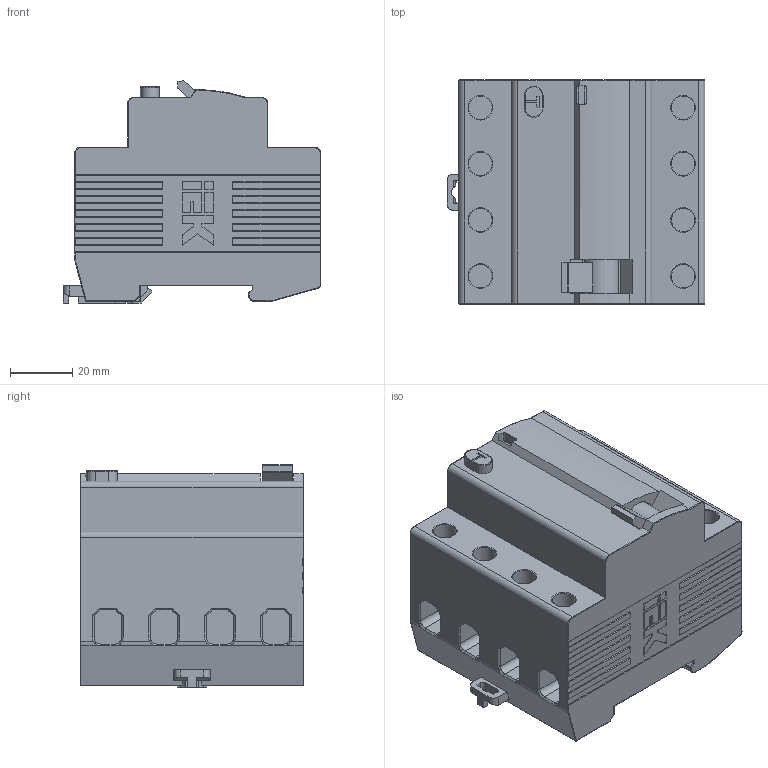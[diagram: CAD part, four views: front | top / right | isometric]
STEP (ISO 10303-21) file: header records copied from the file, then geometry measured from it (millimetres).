
FILE_DESCRIPTION (( 'STEP AP214' ), '1' );
FILE_NAME ('ﾂﾄ1-63 4ﾐ.STEP', '2017-03-16T12:04:27', ( '' ), ( '' ), 'SwSTEP 2.0', 'SolidWorks 2014', '' );
FILE_SCHEMA (( 'AUTOMOTIVE_DESIGN' ));
Length unit declared in the file: millimetre
Products named in the file (1): ﾂﾄ1-63 4ﾐ
Bounding box: 82.7 x 71.8 x 71.23 mm (x, y, z)
Volume: 292108.8 mm3; surface area: 43172.1 mm2
Topology: 1 solids, 11 shells, 969 faces, 2510 edges, 1589 vertices
Faces by surface type: plane 603, cylinder 272, cone 48, torus 24, bspline 18, sphere 4
Full cylindrical faces by diameter (mm): 1.8 x2, 5.2 x3, 7.5 x8
Entity records: 39805 total; most frequent: CARTESIAN_POINT 5999, ORIENTED_EDGE 4952, DIRECTION 4649, EDGE_CURVE 2476, LINE 1769, VECTOR 1769, VERTEX_POINT 1580, AXIS2_PLACEMENT_3D 1440
